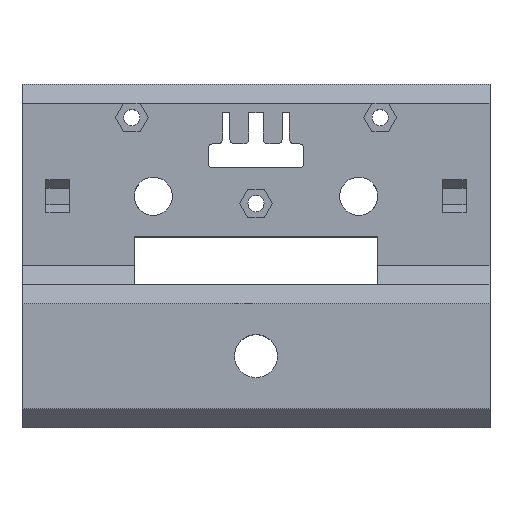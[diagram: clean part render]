
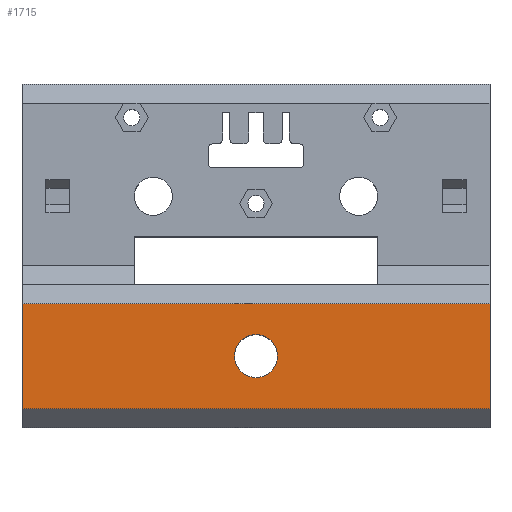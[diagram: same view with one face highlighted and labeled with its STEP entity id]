
A CAD part, top view. The second image highlights one B-rep face of the part: STEP entity #1715.
In plain terms, the highlighted planar face has unit normal (0, 0, 1).
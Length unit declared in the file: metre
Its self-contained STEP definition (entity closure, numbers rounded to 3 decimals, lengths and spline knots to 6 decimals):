
#76=LINE('',#2589,#280);
#87=LINE('',#2616,#291);
#122=LINE('',#2706,#326);
#123=LINE('',#2707,#327);
#280=VECTOR('',#2054,1.);
#291=VECTOR('',#2077,1.);
#326=VECTOR('',#2148,1.);
#327=VECTOR('',#2149,1.);
#431=PLANE('',#1852);
#524=CIRCLE('',#1853,0.0045);
#707=ORIENTED_EDGE('',*,*,#1162,.F.);
#708=ORIENTED_EDGE('',*,*,#1102,.T.);
#709=ORIENTED_EDGE('',*,*,#1163,.T.);
#710=ORIENTED_EDGE('',*,*,#1116,.F.);
#711=ORIENTED_EDGE('',*,*,#1164,.T.);
#1102=EDGE_CURVE('',#1344,#1343,#76,.T.);
#1116=EDGE_CURVE('',#1353,#1354,#87,.T.);
#1162=EDGE_CURVE('',#1390,#1390,#524,.T.);
#1163=EDGE_CURVE('',#1343,#1354,#122,.T.);
#1164=EDGE_CURVE('',#1353,#1344,#123,.T.);
#1343=VERTEX_POINT('',#2588);
#1344=VERTEX_POINT('',#2590);
#1353=VERTEX_POINT('',#2615);
#1354=VERTEX_POINT('',#2617);
#1390=VERTEX_POINT('',#2705);
#1471=EDGE_LOOP('',(#707));
#1472=EDGE_LOOP('',(#708,#709,#710,#711));
#1595=FACE_BOUND('',#1471,.T.);
#1596=FACE_BOUND('',#1472,.T.);
#1715=ADVANCED_FACE('',(#1595,#1596),#431,.T.);
#1852=AXIS2_PLACEMENT_3D('',#2703,#2144,#2145);
#1853=AXIS2_PLACEMENT_3D('',#2704,#2146,#2147);
#2054=DIRECTION('',(0.,-1.,0.));
#2077=DIRECTION('',(0.,-1.,0.));
#2144=DIRECTION('',(0.,0.,1.));
#2145=DIRECTION('',(1.,0.,0.));
#2146=DIRECTION('',(0.,0.,1.));
#2147=DIRECTION('',(0.,-1.,0.));
#2148=DIRECTION('',(1.,0.,0.));
#2149=DIRECTION('',(-1.,0.,0.));
#2588=CARTESIAN_POINT('',(-0.049,-0.043,0.038));
#2589=CARTESIAN_POINT('',(-0.049,0.009,0.038));
#2590=CARTESIAN_POINT('',(-0.049,-0.021,0.038));
#2615=CARTESIAN_POINT('',(0.049,-0.021,0.038));
#2616=CARTESIAN_POINT('',(0.049,-0.032,0.038));
#2617=CARTESIAN_POINT('',(0.049,-0.043,0.038));
#2703=CARTESIAN_POINT('',(0.,-0.032,0.038));
#2704=CARTESIAN_POINT('',(0.,-0.032,0.038));
#2705=CARTESIAN_POINT('',(0.,-0.0365,0.038));
#2706=CARTESIAN_POINT('',(0.,-0.043,0.038));
#2707=CARTESIAN_POINT('',(-0.049,-0.021,0.038));
